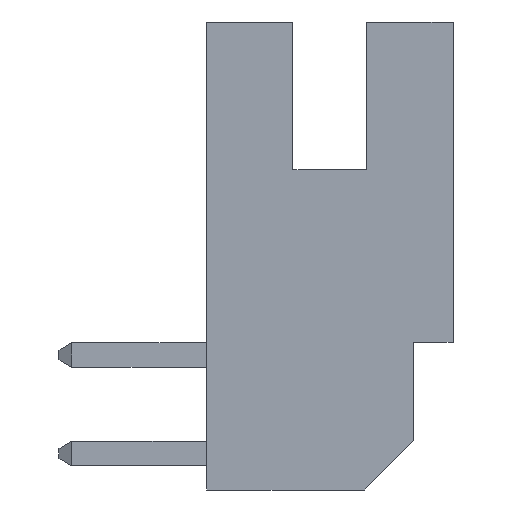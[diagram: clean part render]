
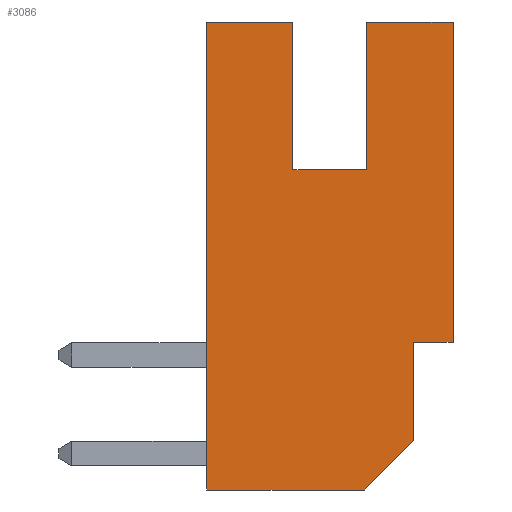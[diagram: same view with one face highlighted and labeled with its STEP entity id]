
A CAD part, left-side view. The second image highlights one B-rep face of the part: STEP entity #3086.
In plain terms, the highlighted planar face has unit normal (-1, 0, 0).
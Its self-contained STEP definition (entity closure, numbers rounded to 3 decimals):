
#690=CARTESIAN_POINT('Vertex',(-2.,0.8,0.)) ;
#734=CARTESIAN_POINT('Vertex',(-2.,0.,0.)) ;
#737=CARTESIAN_POINT('Line Origine',(-2.,0.4,0.)) ;
#991=CARTESIAN_POINT('Vertex',(-2.,0.8,-2.)) ;
#994=CARTESIAN_POINT('Line Origine',(-2.,1.3,-2.5)) ;
#998=CARTESIAN_POINT('Vertex',(-2.,1.8,-3.)) ;
#1045=CARTESIAN_POINT('Line Origine',(-2.,0.8,-1.)) ;
#1062=CARTESIAN_POINT('Line Origine',(-2.,3.4,-3.)) ;
#1066=CARTESIAN_POINT('Vertex',(-2.,5.,-3.)) ;
#1914=CARTESIAN_POINT('Line Origine',(-2.,0.875,6.5)) ;
#1918=CARTESIAN_POINT('Vertex',(-2.,1.75,6.5)) ;
#1920=CARTESIAN_POINT('Vertex',(-2.,0.,6.5)) ;
#1960=CARTESIAN_POINT('Vertex',(-2.,5.,6.5)) ;
#1963=CARTESIAN_POINT('Line Origine',(-2.,4.125,6.5)) ;
#1967=CARTESIAN_POINT('Vertex',(-2.,3.25,6.5)) ;
#1989=CARTESIAN_POINT('Line Origine',(-2.,3.25,5.)) ;
#1993=CARTESIAN_POINT('Vertex',(-2.,3.25,3.5)) ;
#2013=CARTESIAN_POINT('Line Origine',(-2.,2.5,3.5)) ;
#2017=CARTESIAN_POINT('Vertex',(-2.,1.75,3.5)) ;
#2032=CARTESIAN_POINT('Line Origine',(-2.,1.75,5.)) ;
#2901=CARTESIAN_POINT('Line Origine',(-2.,0.,3.25)) ;
#3056=CARTESIAN_POINT('Axis2P3D Location',(-2.,5.,0.)) ;
#3061=CARTESIAN_POINT('Line Origine',(-2.,5.,3.25)) ;
#3065=CARTESIAN_POINT('Vertex',(-2.,5.,0.)) ;
#3069=CARTESIAN_POINT('Control Point',(-2.,5.,-3.)) ;
#3070=CARTESIAN_POINT('Control Point',(-2.,5.,0.)) ;
#738=DIRECTION('Vector Direction',(0.,-1.,0.)) ;
#995=DIRECTION('Vector Direction',(0.,0.707,-0.707)) ;
#1046=DIRECTION('Vector Direction',(0.,0.,-1.)) ;
#1063=DIRECTION('Vector Direction',(0.,1.,0.)) ;
#1915=DIRECTION('Vector Direction',(0.,-1.,0.)) ;
#1964=DIRECTION('Vector Direction',(0.,-1.,0.)) ;
#1990=DIRECTION('Vector Direction',(0.,0.,-1.)) ;
#2014=DIRECTION('Vector Direction',(0.,1.,0.)) ;
#2033=DIRECTION('Vector Direction',(0.,0.,1.)) ;
#2902=DIRECTION('Vector Direction',(0.,0.,1.)) ;
#3057=DIRECTION('Axis2P3D Direction',(-1.,0.,0.)) ;
#3058=DIRECTION('Axis2P3D XDirection',(0.,-1.,0.)) ;
#3062=DIRECTION('Vector Direction',(0.,0.,1.)) ;
#3059=AXIS2_PLACEMENT_3D('Plane Axis2P3D',#3056,#3057,#3058) ;
#3073=ORIENTED_EDGE('',*,*,#1000,.T.) ;
#3074=ORIENTED_EDGE('',*,*,#1049,.T.) ;
#3075=ORIENTED_EDGE('',*,*,#741,.T.) ;
#3076=ORIENTED_EDGE('',*,*,#2905,.T.) ;
#3077=ORIENTED_EDGE('',*,*,#1922,.F.) ;
#3078=ORIENTED_EDGE('',*,*,#2036,.F.) ;
#3079=ORIENTED_EDGE('',*,*,#2019,.F.) ;
#3080=ORIENTED_EDGE('',*,*,#1995,.F.) ;
#3081=ORIENTED_EDGE('',*,*,#1969,.F.) ;
#3082=ORIENTED_EDGE('',*,*,#3067,.F.) ;
#3083=ORIENTED_EDGE('',*,*,#3071,.T.) ;
#3084=ORIENTED_EDGE('',*,*,#1068,.T.) ;
#739=VECTOR('Line Direction',#738,1.) ;
#996=VECTOR('Line Direction',#995,1.) ;
#1047=VECTOR('Line Direction',#1046,1.) ;
#1064=VECTOR('Line Direction',#1063,1.) ;
#1916=VECTOR('Line Direction',#1915,1.) ;
#1965=VECTOR('Line Direction',#1964,1.) ;
#1991=VECTOR('Line Direction',#1990,1.) ;
#2015=VECTOR('Line Direction',#2014,1.) ;
#2034=VECTOR('Line Direction',#2033,1.) ;
#2903=VECTOR('Line Direction',#2902,1.) ;
#3063=VECTOR('Line Direction',#3062,1.) ;
#3086=ADVANCED_FACE('PartBody',(#3085),#3060,.T.) ;
#3068=B_SPLINE_CURVE_WITH_KNOTS('',1,(#3069,#3070),.UNSPECIFIED.,.F.,.U.,(2,2),(0.,3.),.UNSPECIFIED.) ;
#741=EDGE_CURVE('',#691,#735,#740,.T.) ;
#1000=EDGE_CURVE('',#999,#992,#997,.F.) ;
#1049=EDGE_CURVE('',#992,#691,#1048,.F.) ;
#1068=EDGE_CURVE('',#1067,#999,#1065,.F.) ;
#1922=EDGE_CURVE('',#1919,#1921,#1917,.T.) ;
#1969=EDGE_CURVE('',#1961,#1968,#1966,.T.) ;
#1995=EDGE_CURVE('',#1968,#1994,#1992,.T.) ;
#2019=EDGE_CURVE('',#1994,#2018,#2016,.F.) ;
#2036=EDGE_CURVE('',#2018,#1919,#2035,.T.) ;
#2905=EDGE_CURVE('',#735,#1921,#2904,.T.) ;
#3067=EDGE_CURVE('',#3066,#1961,#3064,.T.) ;
#3071=EDGE_CURVE('',#3066,#1067,#3068,.F.) ;
#3072=EDGE_LOOP('',(#3073,#3074,#3075,#3076,#3077,#3078,#3079,#3080,#3081,#3082,#3083,#3084)) ;
#3085=FACE_OUTER_BOUND('',#3072,.T.) ;
#740=LINE('Line',#737,#739) ;
#997=LINE('Line',#994,#996) ;
#1048=LINE('Line',#1045,#1047) ;
#1065=LINE('Line',#1062,#1064) ;
#1917=LINE('Line',#1914,#1916) ;
#1966=LINE('Line',#1963,#1965) ;
#1992=LINE('Line',#1989,#1991) ;
#2016=LINE('Line',#2013,#2015) ;
#2035=LINE('Line',#2032,#2034) ;
#2904=LINE('Line',#2901,#2903) ;
#3064=LINE('Line',#3061,#3063) ;
#3060=PLANE('',#3059) ;
#691=VERTEX_POINT('',#690) ;
#735=VERTEX_POINT('',#734) ;
#992=VERTEX_POINT('',#991) ;
#999=VERTEX_POINT('',#998) ;
#1067=VERTEX_POINT('',#1066) ;
#1919=VERTEX_POINT('',#1918) ;
#1921=VERTEX_POINT('',#1920) ;
#1961=VERTEX_POINT('',#1960) ;
#1968=VERTEX_POINT('',#1967) ;
#1994=VERTEX_POINT('',#1993) ;
#2018=VERTEX_POINT('',#2017) ;
#3066=VERTEX_POINT('',#3065) ;
